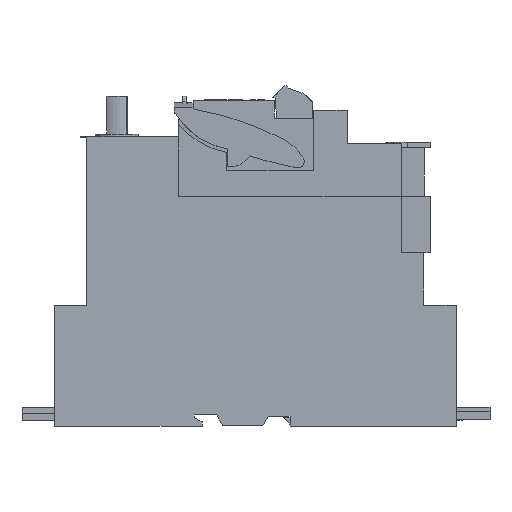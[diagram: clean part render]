
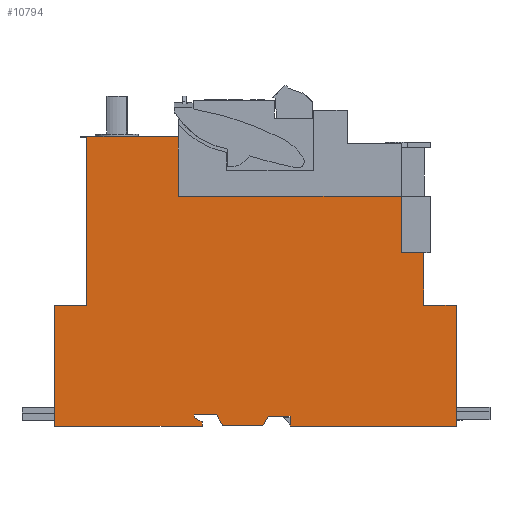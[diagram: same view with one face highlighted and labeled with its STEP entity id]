
A CAD part, left-side view. The second image highlights one B-rep face of the part: STEP entity #10794.
In plain terms, the highlighted planar face has unit normal (-1, 0, 0).
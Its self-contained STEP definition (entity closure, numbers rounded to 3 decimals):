
#463=DIRECTION('',(0.,1.,0.));
#464=VECTOR('',#463,35.071);
#465=CARTESIAN_POINT('',(0.,106.529,110.9));
#466=LINE('',#465,#464);
#502=DIRECTION('',(0.,0.,-1.));
#503=VECTOR('',#502,64.6);
#504=CARTESIAN_POINT('',(0.,141.6,110.9));
#505=LINE('',#504,#503);
#506=DIRECTION('',(0.,0.5,-0.866));
#507=VECTOR('',#506,4.041);
#508=CARTESIAN_POINT('',(0.,72.079,3.7));
#509=LINE('',#508,#507);
#510=DIRECTION('',(0.,0.5,0.866));
#511=VECTOR('',#510,4.85);
#512=CARTESIAN_POINT('',(0.,89.5,0.2));
#513=LINE('',#512,#511);
#514=DIRECTION('',(0.,-0.866,-0.5));
#515=VECTOR('',#514,3.464);
#516=CARTESIAN_POINT('',(0.,100.4,3.296));
#517=LINE('',#516,#515);
#526=DIRECTION('',(0.,-1.,0.));
#527=VECTOR('',#526,63.7);
#528=CARTESIAN_POINT('',(0.,63.7,0.));
#529=LINE('',#528,#527);
#674=DIRECTION('',(0.,0.,-1.));
#675=VECTOR('',#674,3.7);
#676=CARTESIAN_POINT('',(0.,63.7,3.7));
#677=LINE('',#676,#675);
#1066=DIRECTION('',(0.,1.,0.));
#1067=VECTOR('',#1066,12.4);
#1068=CARTESIAN_POINT('',(0.,141.6,46.3));
#1069=LINE('',#1068,#1067);
#1104=DIRECTION('',(0.,0.,-1.));
#1105=VECTOR('',#1104,46.3);
#1106=CARTESIAN_POINT('',(0.,154.,46.3));
#1107=LINE('',#1106,#1105);
#1112=DIRECTION('',(0.,-1.,0.));
#1113=VECTOR('',#1112,56.6);
#1114=CARTESIAN_POINT('',(0.,154.,0.));
#1115=LINE('',#1114,#1113);
#1120=DIRECTION('',(0.,0.,1.));
#1121=VECTOR('',#1120,1.564);
#1122=CARTESIAN_POINT('',(0.,97.4,0.));
#1123=LINE('',#1122,#1121);
#1132=DIRECTION('',(0.,0.,1.));
#1133=VECTOR('',#1132,1.104);
#1134=CARTESIAN_POINT('',(0.,100.4,3.296));
#1135=LINE('',#1134,#1133);
#1140=DIRECTION('',(0.,-1.,0.));
#1141=VECTOR('',#1140,8.475);
#1142=CARTESIAN_POINT('',(0.,100.4,4.4));
#1143=LINE('',#1142,#1141);
#1152=DIRECTION('',(0.,-1.,0.));
#1153=VECTOR('',#1152,15.4);
#1154=CARTESIAN_POINT('',(0.,89.5,0.2));
#1155=LINE('',#1154,#1153);
#1164=DIRECTION('',(0.,-1.,0.));
#1165=VECTOR('',#1164,8.379);
#1166=CARTESIAN_POINT('',(0.,72.079,3.7));
#1167=LINE('',#1166,#1165);
#2072=DIRECTION('',(0.,0.,1.));
#2073=VECTOR('',#2072,46.363);
#2074=CARTESIAN_POINT('',(0.,0.,0.));
#2075=LINE('',#2074,#2073);
#2084=DIRECTION('',(0.,1.,0.));
#2085=VECTOR('',#2084,12.4);
#2086=CARTESIAN_POINT('',(0.,0.,46.363));
#2087=LINE('',#2086,#2085);
#2126=DIRECTION('',(0.,0.,1.));
#2127=VECTOR('',#2126,20.159);
#2128=CARTESIAN_POINT('',(0.,12.4,46.363));
#2129=LINE('',#2128,#2127);
#5501=DIRECTION('',(0.,1.,0.));
#5502=VECTOR('',#5501,8.605);
#5503=CARTESIAN_POINT('',(0.,12.4,66.522));
#5504=LINE('',#5503,#5502);
#5509=DIRECTION('',(0.,0.,1.));
#5510=VECTOR('',#5509,21.563);
#5511=CARTESIAN_POINT('',(0.,21.005,66.522));
#5512=LINE('',#5511,#5510);
#5517=DIRECTION('',(0.,1.,0.));
#5518=VECTOR('',#5517,85.525);
#5519=CARTESIAN_POINT('',(0.,21.005,88.085));
#5520=LINE('',#5519,#5518);
#5525=DIRECTION('',(0.,0.,1.));
#5526=VECTOR('',#5525,22.815);
#5527=CARTESIAN_POINT('',(0.,106.529,88.085));
#5528=LINE('',#5527,#5526);
#7687=CARTESIAN_POINT('',(0.,141.6,46.3));
#7688=CARTESIAN_POINT('',(0.,154.,46.3));
#7689=VERTEX_POINT('',#7687);
#7690=VERTEX_POINT('',#7688);
#7703=CARTESIAN_POINT('',(0.,63.7,0.));
#7704=CARTESIAN_POINT('',(0.,0.,0.));
#7705=VERTEX_POINT('',#7703);
#7706=VERTEX_POINT('',#7704);
#7707=CARTESIAN_POINT('',(0.,63.7,3.7));
#7708=VERTEX_POINT('',#7707);
#7709=CARTESIAN_POINT('',(0.,72.079,3.7));
#7710=VERTEX_POINT('',#7709);
#7711=CARTESIAN_POINT('',(0.,74.1,0.2));
#7712=VERTEX_POINT('',#7711);
#7713=CARTESIAN_POINT('',(0.,89.5,0.2));
#7714=VERTEX_POINT('',#7713);
#7715=CARTESIAN_POINT('',(0.,91.925,4.4));
#7716=VERTEX_POINT('',#7715);
#7717=CARTESIAN_POINT('',(0.,100.4,4.4));
#7718=VERTEX_POINT('',#7717);
#7719=CARTESIAN_POINT('',(0.,100.4,3.296));
#7720=VERTEX_POINT('',#7719);
#7721=CARTESIAN_POINT('',(0.,97.4,1.564));
#7722=VERTEX_POINT('',#7721);
#7723=CARTESIAN_POINT('',(0.,97.4,0.));
#7724=VERTEX_POINT('',#7723);
#7725=CARTESIAN_POINT('',(0.,154.,0.));
#7726=VERTEX_POINT('',#7725);
#7727=CARTESIAN_POINT('',(0.,141.6,110.9));
#7728=VERTEX_POINT('',#7727);
#7729=CARTESIAN_POINT('',(0.,106.529,110.9));
#7730=VERTEX_POINT('',#7729);
#7731=CARTESIAN_POINT('',(0.,106.529,88.085));
#7732=VERTEX_POINT('',#7731);
#7733=CARTESIAN_POINT('',(0.,21.005,88.085));
#7734=VERTEX_POINT('',#7733);
#7735=CARTESIAN_POINT('',(0.,21.005,66.522));
#7736=VERTEX_POINT('',#7735);
#7737=CARTESIAN_POINT('',(0.,12.4,66.522));
#7738=VERTEX_POINT('',#7737);
#7739=CARTESIAN_POINT('',(0.,12.4,46.363));
#7740=VERTEX_POINT('',#7739);
#7741=CARTESIAN_POINT('',(0.,0.,46.363));
#7742=VERTEX_POINT('',#7741);
#10745=CARTESIAN_POINT('',(0.,75.9,32.));
#10746=DIRECTION('',(1.,0.,0.));
#10747=DIRECTION('',(0.,1.,0.));
#10748=AXIS2_PLACEMENT_3D('',#10745,#10746,#10747);
#10749=PLANE('',#10748);
#10751=ORIENTED_EDGE('',*,*,#10750,.F.);
#10753=ORIENTED_EDGE('',*,*,#10752,.F.);
#10755=ORIENTED_EDGE('',*,*,#10754,.F.);
#10757=ORIENTED_EDGE('',*,*,#10756,.T.);
#10759=ORIENTED_EDGE('',*,*,#10758,.F.);
#10761=ORIENTED_EDGE('',*,*,#10760,.T.);
#10763=ORIENTED_EDGE('',*,*,#10762,.F.);
#10765=ORIENTED_EDGE('',*,*,#10764,.F.);
#10767=ORIENTED_EDGE('',*,*,#10766,.T.);
#10769=ORIENTED_EDGE('',*,*,#10768,.F.);
#10771=ORIENTED_EDGE('',*,*,#10770,.F.);
#10773=ORIENTED_EDGE('',*,*,#10772,.F.);
#10775=ORIENTED_EDGE('',*,*,#10774,.F.);
#10776=ORIENTED_EDGE('',*,*,#10734,.F.);
#10777=ORIENTED_EDGE('',*,*,#10689,.F.);
#10779=ORIENTED_EDGE('',*,*,#10778,.F.);
#10781=ORIENTED_EDGE('',*,*,#10780,.F.);
#10783=ORIENTED_EDGE('',*,*,#10782,.F.);
#10785=ORIENTED_EDGE('',*,*,#10784,.F.);
#10787=ORIENTED_EDGE('',*,*,#10786,.F.);
#10789=ORIENTED_EDGE('',*,*,#10788,.F.);
#10791=ORIENTED_EDGE('',*,*,#10790,.F.);
#10792=EDGE_LOOP('',(#10751,#10753,#10755,#10757,#10759,#10761,#10763,#10765,
#10767,#10769,#10771,#10773,#10775,#10776,#10777,#10779,#10781,#10783,#10785,
#10787,#10789,#10791));
#10793=FACE_OUTER_BOUND('',#10792,.F.);
#10689=EDGE_CURVE('',#7730,#7728,#466,.T.);
#10734=EDGE_CURVE('',#7728,#7689,#505,.T.);
#10750=EDGE_CURVE('',#7705,#7706,#529,.T.);
#10752=EDGE_CURVE('',#7708,#7705,#677,.T.);
#10754=EDGE_CURVE('',#7710,#7708,#1167,.T.);
#10756=EDGE_CURVE('',#7710,#7712,#509,.T.);
#10758=EDGE_CURVE('',#7714,#7712,#1155,.T.);
#10760=EDGE_CURVE('',#7714,#7716,#513,.T.);
#10762=EDGE_CURVE('',#7718,#7716,#1143,.T.);
#10764=EDGE_CURVE('',#7720,#7718,#1135,.T.);
#10766=EDGE_CURVE('',#7720,#7722,#517,.T.);
#10768=EDGE_CURVE('',#7724,#7722,#1123,.T.);
#10770=EDGE_CURVE('',#7726,#7724,#1115,.T.);
#10772=EDGE_CURVE('',#7690,#7726,#1107,.T.);
#10774=EDGE_CURVE('',#7689,#7690,#1069,.T.);
#10778=EDGE_CURVE('',#7732,#7730,#5528,.T.);
#10780=EDGE_CURVE('',#7734,#7732,#5520,.T.);
#10782=EDGE_CURVE('',#7736,#7734,#5512,.T.);
#10784=EDGE_CURVE('',#7738,#7736,#5504,.T.);
#10786=EDGE_CURVE('',#7740,#7738,#2129,.T.);
#10788=EDGE_CURVE('',#7742,#7740,#2087,.T.);
#10790=EDGE_CURVE('',#7706,#7742,#2075,.T.);
#10794=ADVANCED_FACE('',(#10793),#10749,.F.);
